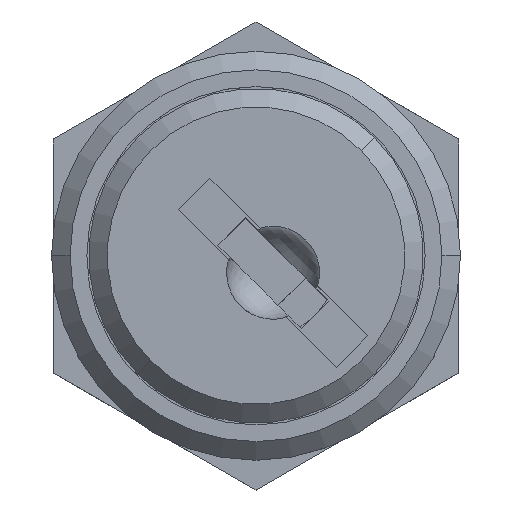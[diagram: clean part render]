
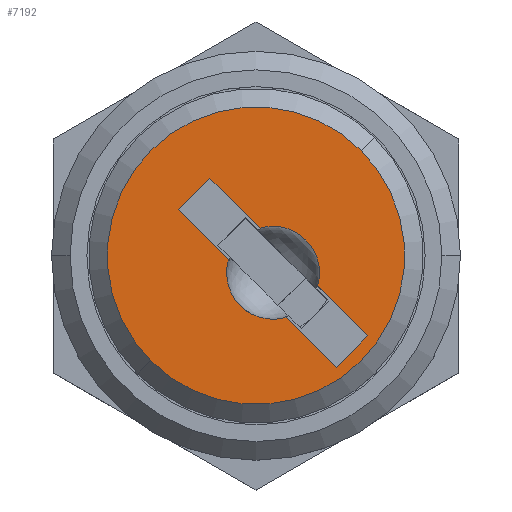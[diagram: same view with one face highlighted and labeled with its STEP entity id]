
A CAD part, top view. The second image highlights one B-rep face of the part: STEP entity #7192.
In plain terms, the highlighted planar face has unit normal (0, 0, 1).
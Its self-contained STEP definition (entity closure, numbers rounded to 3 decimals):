
#181 = CARTESIAN_POINT ( 'NONE',  ( 0., -1.3, 0. ) ) ;
#308 = CARTESIAN_POINT ( 'NONE',  ( -1.2, -3.493, 0. ) ) ;
#484 = CARTESIAN_POINT ( 'NONE',  ( 1.2, 4.7, 0. ) ) ;
#520 = DIRECTION ( 'NONE',  ( 0., 0., -1. ) ) ;
#668 = ORIENTED_EDGE ( 'NONE', *, *, #8564, .F. ) ;
#758 = VERTEX_POINT ( 'NONE', #8044 ) ;
#1043 = CARTESIAN_POINT ( 'NONE',  ( 1.2, -7.3, 0. ) ) ;
#1137 = EDGE_CURVE ( 'NONE', #8498, #1997, #2109, .T. ) ;
#1146 = FACE_BOUND ( 'NONE', #4212, .T. ) ;
#1324 = DIRECTION ( 'NONE',  ( -1., 0., 0. ) ) ;
#1370 = CIRCLE ( 'NONE', #8465, 8. ) ;
#1485 = DIRECTION ( 'NONE',  ( 0., 0., -1. ) ) ;
#1519 = CARTESIAN_POINT ( 'NONE',  ( -1.2, 4.7, 0. ) ) ;
#1550 = LINE ( 'NONE', #1556, #4034 ) ;
#1556 = CARTESIAN_POINT ( 'NONE',  ( -1.2, -7.3, 0. ) ) ;
#1636 = CARTESIAN_POINT ( 'NONE',  ( -1.2, -7.3, 0. ) ) ;
#1739 = LINE ( 'NONE', #2628, #3708 ) ;
#1927 = EDGE_LOOP ( 'NONE', ( #6611, #8403 ) ) ;
#1996 = FACE_OUTER_BOUND ( 'NONE', #1927, .T. ) ;
#1997 = VERTEX_POINT ( 'NONE', #2187 ) ;
#2007 = EDGE_CURVE ( 'NONE', #7705, #8431, #7209, .T. ) ;
#2104 = VERTEX_POINT ( 'NONE', #7470 ) ;
#2109 = LINE ( 'NONE', #484, #5436 ) ;
#2187 = CARTESIAN_POINT ( 'NONE',  ( 1.2, -3.493, 0. ) ) ;
#2304 = ORIENTED_EDGE ( 'NONE', *, *, #4409, .F. ) ;
#2355 = VECTOR ( 'NONE', #2503, 1000. ) ;
#2372 = CARTESIAN_POINT ( 'NONE',  ( 1.2, 4.7, 0. ) ) ;
#2503 = DIRECTION ( 'NONE',  ( 0., -1., 0. ) ) ;
#2628 = CARTESIAN_POINT ( 'NONE',  ( -1.2, 4.7, 0. ) ) ;
#2813 = DIRECTION ( 'NONE',  ( -1., 0., 0. ) ) ;
#3040 = VERTEX_POINT ( 'NONE', #6682 ) ;
#3071 = EDGE_CURVE ( 'NONE', #7705, #6064, #6961, .T. ) ;
#3449 = ORIENTED_EDGE ( 'NONE', *, *, #2007, .F. ) ;
#3474 = CARTESIAN_POINT ( 'NONE',  ( 0., 0., 0. ) ) ;
#3708 = VECTOR ( 'NONE', #1324, 1000. ) ;
#3746 = DIRECTION ( 'NONE',  ( 0., 0., -1. ) ) ;
#3751 = CARTESIAN_POINT ( 'NONE',  ( -1.2, 4.7, 0. ) ) ;
#3753 = EDGE_CURVE ( 'NONE', #758, #1997, #7685, .T. ) ;
#3886 = DIRECTION ( 'NONE',  ( 0., 1., 0. ) ) ;
#4015 = CARTESIAN_POINT ( 'NONE',  ( 0., 0., 0. ) ) ;
#4034 = VECTOR ( 'NONE', #4883, 1000. ) ;
#4035 = VERTEX_POINT ( 'NONE', #7803 ) ;
#4126 = VECTOR ( 'NONE', #7918, 1000. ) ;
#4212 = EDGE_LOOP ( 'NONE', ( #6018, #8099, #5821, #2304, #3449, #6217, #668, #5254 ) ) ;
#4355 = EDGE_CURVE ( 'NONE', #2104, #4035, #7071, .T. ) ;
#4409 = EDGE_CURVE ( 'NONE', #8431, #8498, #1550, .T. ) ;
#4491 = DIRECTION ( 'NONE',  ( -1., 0., 0. ) ) ;
#4762 = LINE ( 'NONE', #3751, #2355 ) ;
#4775 = EDGE_CURVE ( 'NONE', #758, #6250, #5282, .T. ) ;
#4803 = EDGE_CURVE ( 'NONE', #6250, #3040, #1739, .T. ) ;
#4883 = DIRECTION ( 'NONE',  ( 1., 0., 0. ) ) ;
#5254 = ORIENTED_EDGE ( 'NONE', *, *, #4803, .F. ) ;
#5282 = LINE ( 'NONE', #7306, #4126 ) ;
#5310 = DIRECTION ( 'NONE',  ( 1., 0., 0. ) ) ;
#5395 = DIRECTION ( 'NONE',  ( 0., 0., 1. ) ) ;
#5420 = VECTOR ( 'NONE', #8186, 1000. ) ;
#5436 = VECTOR ( 'NONE', #3886, 1000. ) ;
#5821 = ORIENTED_EDGE ( 'NONE', *, *, #1137, .F. ) ;
#5855 = CARTESIAN_POINT ( 'NONE',  ( 0., -1.3, 0. ) ) ;
#6014 = CARTESIAN_POINT ( 'NONE',  ( -1.2, 0.893, 0. ) ) ;
#6018 = ORIENTED_EDGE ( 'NONE', *, *, #4775, .F. ) ;
#6064 = VERTEX_POINT ( 'NONE', #6014 ) ;
#6080 = AXIS2_PLACEMENT_3D ( 'NONE', #3474, #6855, #8281 ) ;
#6217 = ORIENTED_EDGE ( 'NONE', *, *, #3071, .T. ) ;
#6250 = VERTEX_POINT ( 'NONE', #2372 ) ;
#6400 = AXIS2_PLACEMENT_3D ( 'NONE', #7814, #520, #7144 ) ;
#6611 = ORIENTED_EDGE ( 'NONE', *, *, #8064, .T. ) ;
#6682 = CARTESIAN_POINT ( 'NONE',  ( -1.2, 4.7, 0. ) ) ;
#6855 = DIRECTION ( 'NONE',  ( 0., 0., 1. ) ) ;
#6961 = CIRCLE ( 'NONE', #7549, 2.5 ) ;
#7071 = CIRCLE ( 'NONE', #6080, 8. ) ;
#7144 = DIRECTION ( 'NONE',  ( -1., 0., 0. ) ) ;
#7192 = ADVANCED_FACE ( 'NONE', ( #1146, #1996 ), #8477, .F. ) ;
#7209 = LINE ( 'NONE', #1519, #5420 ) ;
#7306 = CARTESIAN_POINT ( 'NONE',  ( 1.2, 4.7, 0. ) ) ;
#7470 = CARTESIAN_POINT ( 'NONE',  ( 8., 0., 0. ) ) ;
#7549 = AXIS2_PLACEMENT_3D ( 'NONE', #5855, #3746, #4491 ) ;
#7685 = CIRCLE ( 'NONE', #7972, 2.5 ) ;
#7705 = VERTEX_POINT ( 'NONE', #308 ) ;
#7803 = CARTESIAN_POINT ( 'NONE',  ( -8., 0., 0. ) ) ;
#7814 = CARTESIAN_POINT ( 'NONE',  ( 0., 0., 0. ) ) ;
#7918 = DIRECTION ( 'NONE',  ( 0., 1., 0. ) ) ;
#7972 = AXIS2_PLACEMENT_3D ( 'NONE', #181, #1485, #2813 ) ;
#8044 = CARTESIAN_POINT ( 'NONE',  ( 1.2, 0.893, 0. ) ) ;
#8064 = EDGE_CURVE ( 'NONE', #4035, #2104, #1370, .T. ) ;
#8099 = ORIENTED_EDGE ( 'NONE', *, *, #3753, .T. ) ;
#8186 = DIRECTION ( 'NONE',  ( 0., -1., 0. ) ) ;
#8281 = DIRECTION ( 'NONE',  ( 1., 0., 0. ) ) ;
#8403 = ORIENTED_EDGE ( 'NONE', *, *, #4355, .T. ) ;
#8431 = VERTEX_POINT ( 'NONE', #1636 ) ;
#8465 = AXIS2_PLACEMENT_3D ( 'NONE', #4015, #5395, #5310 ) ;
#8477 = PLANE ( 'NONE',  #6400 ) ;
#8498 = VERTEX_POINT ( 'NONE', #1043 ) ;
#8564 = EDGE_CURVE ( 'NONE', #3040, #6064, #4762, .T. ) ;
